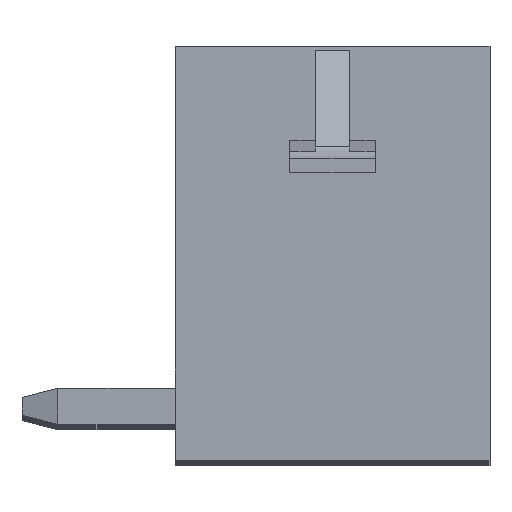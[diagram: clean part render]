
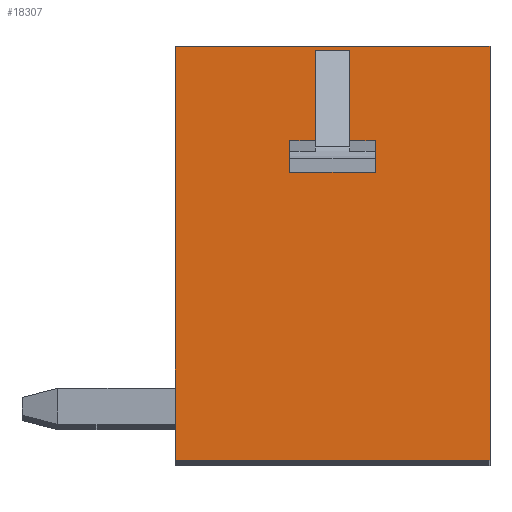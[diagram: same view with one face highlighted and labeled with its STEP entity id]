
A CAD part, top view. The second image highlights one B-rep face of the part: STEP entity #18307.
In plain terms, the highlighted planar face has unit normal (0, 0, 1).
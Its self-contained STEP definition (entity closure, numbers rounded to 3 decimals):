
#2858=DIRECTION('',(1.,0.,0.));
#2859=VECTOR('',#2858,7.);
#2860=CARTESIAN_POINT('',(-3.6,-3.853,0.));
#2861=LINE('',#2860,#2859);
#2862=DIRECTION('',(0.,-1.,0.));
#2863=VECTOR('',#2862,9.2);
#2864=CARTESIAN_POINT('',(-3.6,5.347,0.));
#2865=LINE('',#2864,#2863);
#2866=DIRECTION('',(-1.,0.,0.));
#2867=VECTOR('',#2866,7.);
#2868=CARTESIAN_POINT('',(3.4,5.347,0.));
#2869=LINE('',#2868,#2867);
#2870=DIRECTION('',(0.,1.,0.));
#2871=VECTOR('',#2870,9.2);
#2872=CARTESIAN_POINT('',(3.4,-3.853,0.));
#2873=LINE('',#2872,#2871);
#2874=DIRECTION('',(0.,1.,0.));
#2875=VECTOR('',#2874,0.495);
#2876=CARTESIAN_POINT('',(0.85,2.747,0.));
#2877=LINE('',#2876,#2875);
#2878=DIRECTION('',(-1.,0.,0.));
#2879=VECTOR('',#2878,0.76);
#2880=CARTESIAN_POINT('',(0.28,5.244,0.));
#2881=LINE('',#2880,#2879);
#2882=DIRECTION('',(1.,0.,0.));
#2883=VECTOR('',#2882,0.57);
#2884=CARTESIAN_POINT('',(-1.05,3.242,0.));
#2885=LINE('',#2884,#2883);
#2886=DIRECTION('',(0.,1.,0.));
#2887=VECTOR('',#2886,0.495);
#2888=CARTESIAN_POINT('',(-1.05,2.747,0.));
#2889=LINE('',#2888,#2887);
#2890=DIRECTION('',(-1.,0.,0.));
#2891=VECTOR('',#2890,1.9);
#2892=CARTESIAN_POINT('',(0.85,2.747,0.));
#2893=LINE('',#2892,#2891);
#2915=DIRECTION('',(-1.,0.,0.));
#2916=VECTOR('',#2915,0.57);
#2917=CARTESIAN_POINT('',(0.85,3.242,0.));
#2918=LINE('',#2917,#2916);
#2919=DIRECTION('',(0.,-1.,0.));
#2920=VECTOR('',#2919,2.002);
#2921=CARTESIAN_POINT('',(0.28,5.244,0.));
#2922=LINE('',#2921,#2920);
#2986=DIRECTION('',(0.,1.,0.));
#2987=VECTOR('',#2986,2.002);
#2988=CARTESIAN_POINT('',(-0.48,3.242,0.));
#2989=LINE('',#2988,#2987);
#12297=CARTESIAN_POINT('',(-3.6,-3.853,0.));
#12298=CARTESIAN_POINT('',(3.4,-3.853,0.));
#12299=VERTEX_POINT('',#12297);
#12300=VERTEX_POINT('',#12298);
#12301=CARTESIAN_POINT('',(3.4,5.347,0.));
#12302=VERTEX_POINT('',#12301);
#12303=CARTESIAN_POINT('',(-3.6,5.347,0.));
#12304=VERTEX_POINT('',#12303);
#13260=CARTESIAN_POINT('',(0.85,2.747,0.));
#13261=VERTEX_POINT('',#13260);
#13262=CARTESIAN_POINT('',(-1.05,2.747,0.));
#13263=VERTEX_POINT('',#13262);
#13265=CARTESIAN_POINT('',(-0.48,3.242,0.));
#13267=VERTEX_POINT('',#13265);
#13268=CARTESIAN_POINT('',(-0.48,5.244,0.));
#13269=VERTEX_POINT('',#13268);
#13270=CARTESIAN_POINT('',(-1.05,3.242,0.));
#13271=VERTEX_POINT('',#13270);
#13276=CARTESIAN_POINT('',(0.28,5.244,0.));
#13277=CARTESIAN_POINT('',(0.28,3.242,0.));
#13278=VERTEX_POINT('',#13276);
#13279=VERTEX_POINT('',#13277);
#13282=CARTESIAN_POINT('',(0.85,3.242,0.));
#13283=VERTEX_POINT('',#13282);
#18278=CARTESIAN_POINT('',(0.,0.,0.));
#18279=DIRECTION('',(0.,0.,1.));
#18280=DIRECTION('',(1.,0.,0.));
#18281=AXIS2_PLACEMENT_3D('',#18278,#18279,#18280);
#18282=PLANE('',#18281);
#18283=ORIENTED_EDGE('',*,*,#17835,.F.);
#18284=ORIENTED_EDGE('',*,*,#17462,.F.);
#18285=ORIENTED_EDGE('',*,*,#16363,.F.);
#18286=ORIENTED_EDGE('',*,*,#17933,.F.);
#18287=EDGE_LOOP('',(#18283,#18284,#18285,#18286));
#18288=FACE_OUTER_BOUND('',#18287,.F.);
#18290=ORIENTED_EDGE('',*,*,#18289,.T.);
#18292=ORIENTED_EDGE('',*,*,#18291,.T.);
#18294=ORIENTED_EDGE('',*,*,#18293,.F.);
#18296=ORIENTED_EDGE('',*,*,#18295,.T.);
#18298=ORIENTED_EDGE('',*,*,#18297,.F.);
#18300=ORIENTED_EDGE('',*,*,#18299,.F.);
#18302=ORIENTED_EDGE('',*,*,#18301,.F.);
#18304=ORIENTED_EDGE('',*,*,#18303,.F.);
#18305=EDGE_LOOP('',(#18290,#18292,#18294,#18296,#18298,#18300,#18302,#18304));
#18306=FACE_BOUND('',#18305,.F.);
#16363=EDGE_CURVE('',#12302,#12304,#2869,.T.);
#17462=EDGE_CURVE('',#12304,#12299,#2865,.T.);
#17835=EDGE_CURVE('',#12299,#12300,#2861,.T.);
#17933=EDGE_CURVE('',#12300,#12302,#2873,.T.);
#18289=EDGE_CURVE('',#13261,#13283,#2877,.T.);
#18291=EDGE_CURVE('',#13283,#13279,#2918,.T.);
#18293=EDGE_CURVE('',#13278,#13279,#2922,.T.);
#18295=EDGE_CURVE('',#13278,#13269,#2881,.T.);
#18297=EDGE_CURVE('',#13267,#13269,#2989,.T.);
#18299=EDGE_CURVE('',#13271,#13267,#2885,.T.);
#18301=EDGE_CURVE('',#13263,#13271,#2889,.T.);
#18303=EDGE_CURVE('',#13261,#13263,#2893,.T.);
#18307=ADVANCED_FACE('',(#18288,#18306),#18282,.T.);
